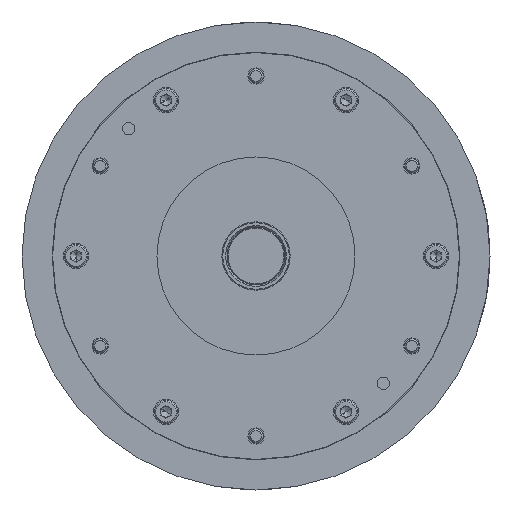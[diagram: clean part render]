
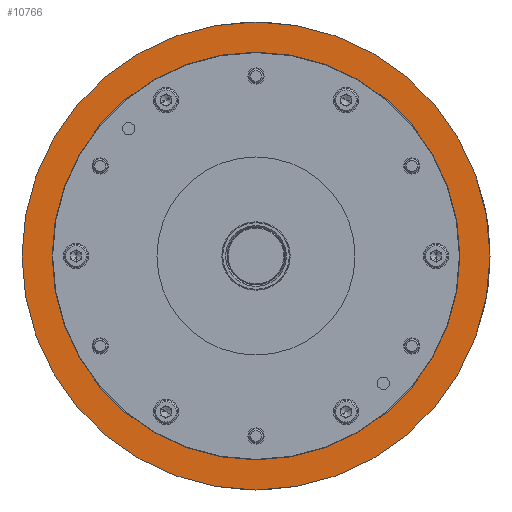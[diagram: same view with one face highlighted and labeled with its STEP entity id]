
A CAD part, left-side view. The second image highlights one B-rep face of the part: STEP entity #10766.
In plain terms, the highlighted planar face has unit normal (-1, 0, 0).
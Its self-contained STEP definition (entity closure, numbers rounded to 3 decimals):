
#1966 = CARTESIAN_POINT ( 'NONE',  ( 0., 0., 130. ) ) ;
#2053 = DIRECTION ( 'NONE',  ( 0., 0., 1. ) ) ;
#3613 = CARTESIAN_POINT ( 'NONE',  ( 0., 0., -113.25 ) ) ;
#5189 = DIRECTION ( 'NONE',  ( -1., 0., 0. ) ) ;
#8092 = EDGE_CURVE ( 'NONE', #13676, #41455, #20399, .T. ) ;
#10766 = ADVANCED_FACE ( 'NONE', ( #31122, #41548 ), #34826, .F. ) ;
#11393 = AXIS2_PLACEMENT_3D ( 'NONE', #13334, #37697, #16843 ) ;
#11722 = EDGE_CURVE ( 'NONE', #35343, #26935, #12508, .T. ) ;
#12508 = CIRCLE ( 'NONE', #21124, 113.25 ) ;
#13334 = CARTESIAN_POINT ( 'NONE',  ( 0., 0., 0. ) ) ;
#13676 = VERTEX_POINT ( 'NONE', #22699 ) ;
#14350 = DIRECTION ( 'NONE',  ( -1., 0., 0. ) ) ;
#14460 = CIRCLE ( 'NONE', #30871, 113.25 ) ;
#16843 = DIRECTION ( 'NONE',  ( 0., 0., 1. ) ) ;
#17492 = DIRECTION ( 'NONE',  ( 0., 0., -1. ) ) ;
#19401 = EDGE_LOOP ( 'NONE', ( #23497, #21158 ) ) ;
#20399 = CIRCLE ( 'NONE', #11393, 130. ) ;
#21124 = AXIS2_PLACEMENT_3D ( 'NONE', #35196, #14350, #38741 ) ;
#21158 = ORIENTED_EDGE ( 'NONE', *, *, #8092, .T. ) ;
#21409 = AXIS2_PLACEMENT_3D ( 'NONE', #38216, #38368, #17492 ) ;
#22699 = CARTESIAN_POINT ( 'NONE',  ( 0., 0., -130. ) ) ;
#22911 = DIRECTION ( 'NONE',  ( -1., 0., 0. ) ) ;
#23497 = ORIENTED_EDGE ( 'NONE', *, *, #33847, .T. ) ;
#26064 = CARTESIAN_POINT ( 'NONE',  ( 0., 0., 0. ) ) ;
#26436 = AXIS2_PLACEMENT_3D ( 'NONE', #43848, #22911, #2053 ) ;
#26935 = VERTEX_POINT ( 'NONE', #40589 ) ;
#28436 = EDGE_CURVE ( 'NONE', #26935, #35343, #14460, .T. ) ;
#29515 = DIRECTION ( 'NONE',  ( 0., 0., 1. ) ) ;
#30871 = AXIS2_PLACEMENT_3D ( 'NONE', #26064, #5189, #29515 ) ;
#31122 = FACE_BOUND ( 'NONE', #31695, .T. ) ;
#31695 = EDGE_LOOP ( 'NONE', ( #32695, #41680 ) ) ;
#32695 = ORIENTED_EDGE ( 'NONE', *, *, #28436, .F. ) ;
#33847 = EDGE_CURVE ( 'NONE', #41455, #13676, #35987, .T. ) ;
#34826 = PLANE ( 'NONE',  #21409 ) ;
#35196 = CARTESIAN_POINT ( 'NONE',  ( 0., 0., 0. ) ) ;
#35343 = VERTEX_POINT ( 'NONE', #3613 ) ;
#35987 = CIRCLE ( 'NONE', #26436, 130. ) ;
#37697 = DIRECTION ( 'NONE',  ( -1., 0., 0. ) ) ;
#38216 = CARTESIAN_POINT ( 'NONE',  ( 0., 130., 0. ) ) ;
#38368 = DIRECTION ( 'NONE',  ( 1., 0., 0. ) ) ;
#38741 = DIRECTION ( 'NONE',  ( 0., 0., 1. ) ) ;
#40589 = CARTESIAN_POINT ( 'NONE',  ( 0., 0., 113.25 ) ) ;
#41455 = VERTEX_POINT ( 'NONE', #1966 ) ;
#41548 = FACE_OUTER_BOUND ( 'NONE', #19401, .T. ) ;
#41680 = ORIENTED_EDGE ( 'NONE', *, *, #11722, .F. ) ;
#43848 = CARTESIAN_POINT ( 'NONE',  ( 0., 0., 0. ) ) ;
